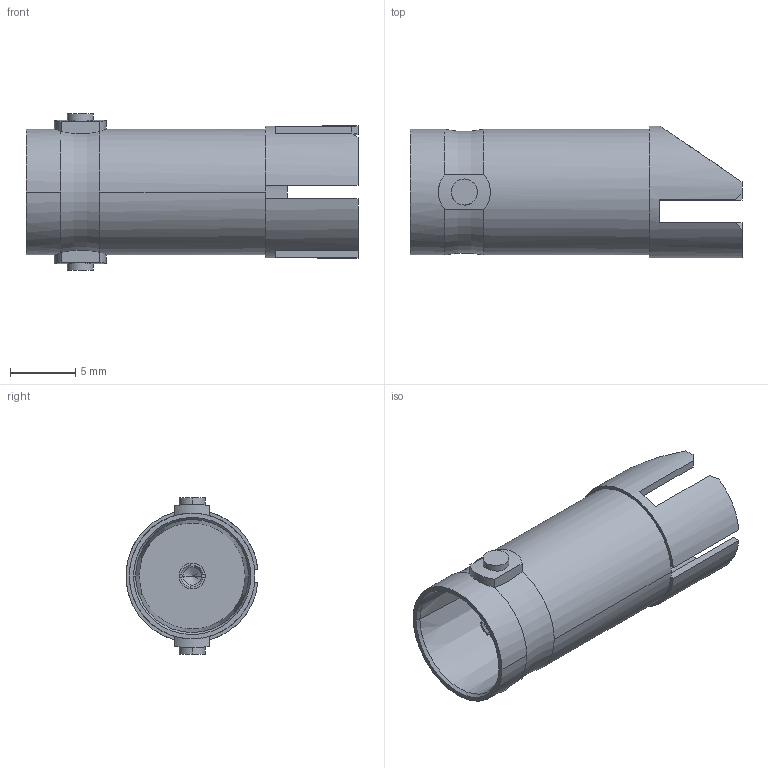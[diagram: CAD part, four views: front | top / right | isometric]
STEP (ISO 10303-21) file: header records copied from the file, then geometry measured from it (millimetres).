
FILE_DESCRIPTION((''),'2;1');
FILE_NAME('PRT0001','2021-09-06T',('Administrator'),(''),'PRO/ENGINEER BY PARAMETRIC TECHNOLOGY CORPORATION, 2012090','PRO/ENGINEER BY PARAMETRIC TECHNOLOGY CORPORATION, 2012090','');
FILE_SCHEMA(('CONFIG_CONTROL_DESIGN'));
Length unit declared in the file: millimetre
Products named in the file (1): PRT0001
Bounding box: 25.5 x 10.13 x 12 mm (x, y, z)
Volume: 971.2 mm3; surface area: 1301.9 mm2
Topology: 1 solids, 1 shells, 73 faces, 198 edges, 129 vertices
Faces by surface type: plane 41, cylinder 20, cone 10, torus 2
Entity records: 2591 total; most frequent: CARTESIAN_POINT 731, ORIENTED_EDGE 392, DIRECTION 370, EDGE_CURVE 196, AXIS2_PLACEMENT_3D 139, VERTEX_POINT 129, VECTOR 92, LINE 92
